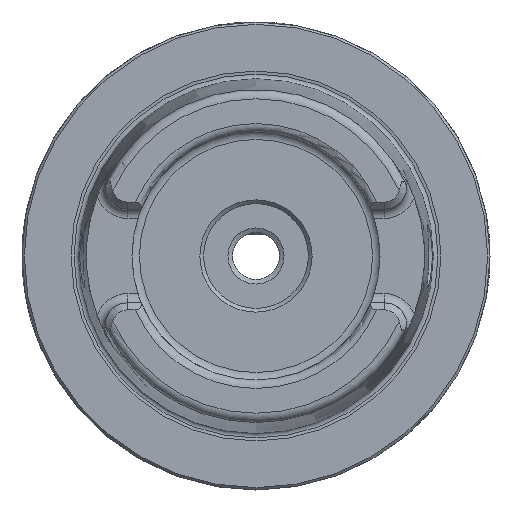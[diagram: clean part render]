
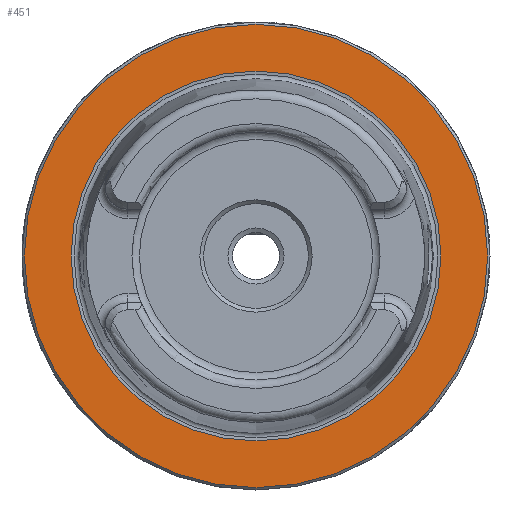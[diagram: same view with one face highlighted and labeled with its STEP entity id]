
A CAD part, left-side view. The second image highlights one B-rep face of the part: STEP entity #451.
In plain terms, the highlighted planar face has unit normal (-1, 0, 0).
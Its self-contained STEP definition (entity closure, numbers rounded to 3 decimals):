
#451 = ADVANCED_FACE( '', ( #955, #956 ), #957, .T. );
#955 = FACE_OUTER_BOUND( '', #1459, .T. );
#956 = FACE_BOUND( '', #1460, .T. );
#957 = PLANE( '', #1461 );
#1459 = EDGE_LOOP( '', ( #2635 ) );
#1460 = EDGE_LOOP( '', ( #2636 ) );
#1461 = AXIS2_PLACEMENT_3D( '', #2637, #2638, #2639 );
#2635 = ORIENTED_EDGE( '', *, *, #2898, .T. );
#2636 = ORIENTED_EDGE( '', *, *, #3112, .F. );
#2637 = CARTESIAN_POINT( '', ( 0., 0., 49.5 ) );
#2638 = DIRECTION( '', ( -1., 0., 0. ) );
#2639 = DIRECTION( '', ( 0., 0., 1. ) );
#2898 = EDGE_CURVE( '', #3504, #3504, #3505, .T. );
#3112 = EDGE_CURVE( '', #3775, #3775, #3776, .T. );
#3504 = VERTEX_POINT( '', #4950 );
#3505 = CIRCLE( '', #4951, 49.5 );
#3775 = VERTEX_POINT( '', #5782 );
#3776 = CIRCLE( '', #5783, 39.511 );
#4950 = CARTESIAN_POINT( '', ( 0., 0., 49.5 ) );
#4951 = AXIS2_PLACEMENT_3D( '', #6059, #6060, #6061 );
#5782 = CARTESIAN_POINT( '', ( 0., 0., 39.511 ) );
#5783 = AXIS2_PLACEMENT_3D( '', #6259, #6260, #6261 );
#6059 = CARTESIAN_POINT( '', ( 0., 0., 0. ) );
#6060 = DIRECTION( '', ( -1., 0., 0. ) );
#6061 = DIRECTION( '', ( 0., 0., 1. ) );
#6259 = CARTESIAN_POINT( '', ( 0., 0., 0. ) );
#6260 = DIRECTION( '', ( -1., 0., 0. ) );
#6261 = DIRECTION( '', ( 0., 0., 1. ) );
